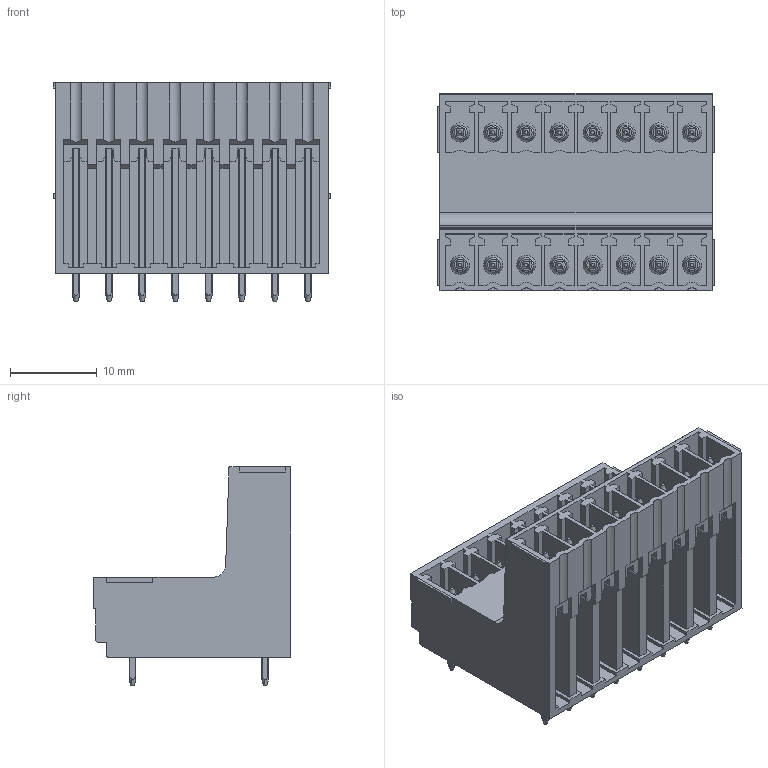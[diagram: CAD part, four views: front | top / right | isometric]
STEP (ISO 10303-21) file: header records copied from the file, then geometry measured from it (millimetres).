
FILE_DESCRIPTION(('CATIA V5 STEP Exchange','CAx-IF Rec.Pracs.--- Model Styling and Organization---1.2---2011-12-15'),'2;1');
FILE_NAME ('D1447336_0_1035540000_1035540000.stp','2018-10-13T11:18:50+00:00',('none'),('Weidmueller'),'CATIA Version 5-6 Release 2014','CATIA V5 STEP AP214','none');
FILE_SCHEMA(('AUTOMOTIVE_DESIGN { 1 0 10303 214 1 1 1 1 }'));
Length unit declared in the file: millimetre
Products named in the file (1): 1035540000
Bounding box: 31.87 x 22.7 x 25.1 mm (x, y, z)
Volume: 6536.5 mm3; surface area: 7383.1 mm2
Topology: 17 solids, 17 shells, 934 faces, 2586 edges, 1718 vertices
Faces by surface type: plane 615, cylinder 191, cone 96, torus 32
Entity records: 30407 total; most frequent: CARTESIAN_POINT 8999, ORIENTED_EDGE 5172, DIRECTION 3150, EDGE_CURVE 2586, VECTOR 1812, LINE 1812, VERTEX_POINT 1718, EDGE_LOOP 1014
